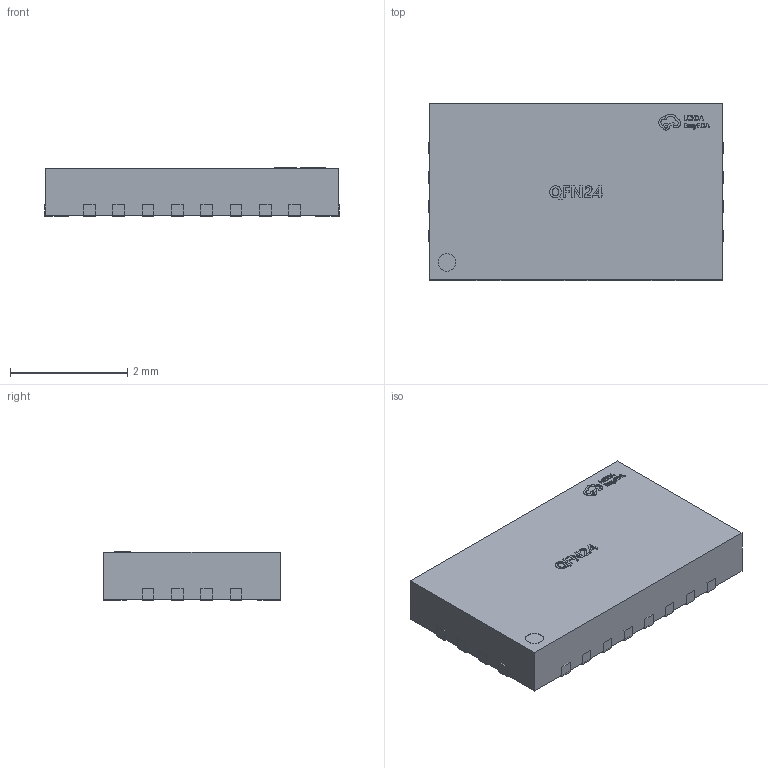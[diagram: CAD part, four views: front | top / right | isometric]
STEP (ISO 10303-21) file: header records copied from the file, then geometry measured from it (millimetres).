
FILE_DESCRIPTION (( 'STEP AP214' ), '1' );
FILE_NAME ('QFN-24_L5.0-W3.0-H0.8-P0.50.step', '2022-07-15T03:04:26', ( '' ), ( '' ), 'SwSTEP 2.0', 'SolidWorks 2020', '' );
FILE_SCHEMA (( 'AUTOMOTIVE_DESIGN' ));
Length unit declared in the file: millimetre
Products named in the file (1): QFN-24_L5.0-W3.0-H0.8-P0.50
Bounding box: 5.02 x 3.02 x 0.83 mm (x, y, z)
Volume: 12.4 mm3; surface area: 51.9 mm2
Topology: 25 solids, 25 shells, 509 faces, 1275 edges, 850 vertices
Faces by surface type: plane 347, bspline 136, cylinder 26
Entity records: 23258 total; most frequent: CARTESIAN_POINT 6083, ORIENTED_EDGE 2550, DIRECTION 1799, EDGE_CURVE 1275, VECTOR 947, LINE 947, VERTEX_POINT 850, EDGE_LOOP 543
